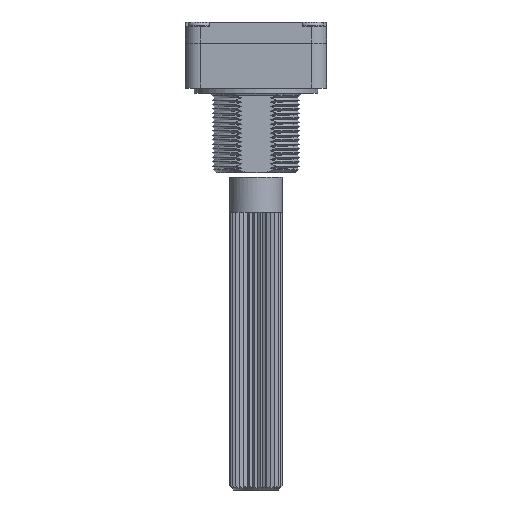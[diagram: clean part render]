
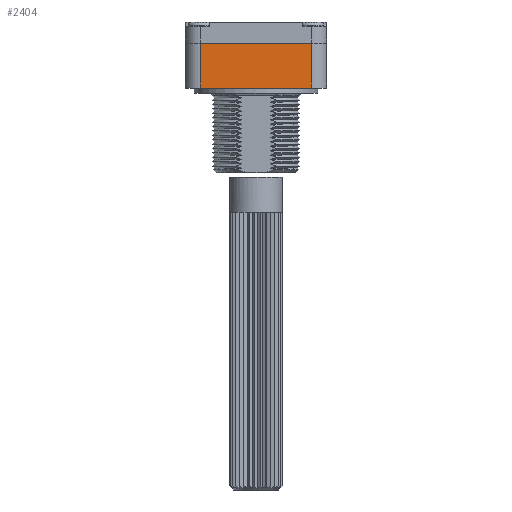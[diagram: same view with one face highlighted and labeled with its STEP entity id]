
A CAD part, front view. The second image highlights one B-rep face of the part: STEP entity #2404.
In plain terms, the highlighted planar face has unit normal (0, -1, 0).
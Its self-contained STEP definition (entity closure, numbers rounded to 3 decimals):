
#754 = DIRECTION ( 'NONE',  ( 0., 1., 0. ) ) ;
#2375 = EDGE_CURVE ( 'NONE', #2440, #15916, #4251, .T. ) ;
#2404 = ADVANCED_FACE ( 'NONE', ( #23226 ), #11971, .F. ) ;
#2440 = VERTEX_POINT ( 'NONE', #21760 ) ;
#3082 = DIRECTION ( 'NONE',  ( 0., 0., 1. ) ) ;
#3487 = EDGE_LOOP ( 'NONE', ( #14157, #9554, #20899, #17500 ) ) ;
#4251 = LINE ( 'NONE', #11258, #10295 ) ;
#4601 = VECTOR ( 'NONE', #11159, 1000. ) ;
#7868 = DIRECTION ( 'NONE',  ( 0., 0., 1. ) ) ;
#7928 = VERTEX_POINT ( 'NONE', #16133 ) ;
#8024 = VECTOR ( 'NONE', #3082, 1000. ) ;
#8870 = CARTESIAN_POINT ( 'NONE',  ( 6.3, -8., -5.1 ) ) ;
#9476 = CARTESIAN_POINT ( 'NONE',  ( -6.3, -8., -5.1 ) ) ;
#9554 = ORIENTED_EDGE ( 'NONE', *, *, #15685, .F. ) ;
#9836 = LINE ( 'NONE', #9476, #8024 ) ;
#10295 = VECTOR ( 'NONE', #7868, 1000. ) ;
#11159 = DIRECTION ( 'NONE',  ( -1., 0., 0. ) ) ;
#11258 = CARTESIAN_POINT ( 'NONE',  ( 6.3, -8., -5.1 ) ) ;
#11293 = AXIS2_PLACEMENT_3D ( 'NONE', #19374, #754, #12217 ) ;
#11971 = PLANE ( 'NONE',  #11293 ) ;
#12217 = DIRECTION ( 'NONE',  ( -1., 0., 0. ) ) ;
#14157 = ORIENTED_EDGE ( 'NONE', *, *, #20141, .T. ) ;
#14748 = LINE ( 'NONE', #22289, #15830 ) ;
#14811 = CARTESIAN_POINT ( 'NONE',  ( 6.3, -8., 0. ) ) ;
#15685 = EDGE_CURVE ( 'NONE', #15953, #7928, #9836, .T. ) ;
#15830 = VECTOR ( 'NONE', #18196, 1000. ) ;
#15916 = VERTEX_POINT ( 'NONE', #14811 ) ;
#15953 = VERTEX_POINT ( 'NONE', #16761 ) ;
#16133 = CARTESIAN_POINT ( 'NONE',  ( -6.3, -8., 0. ) ) ;
#16436 = EDGE_CURVE ( 'NONE', #2440, #15953, #23773, .T. ) ;
#16761 = CARTESIAN_POINT ( 'NONE',  ( -6.3, -8., -5.1 ) ) ;
#17500 = ORIENTED_EDGE ( 'NONE', *, *, #2375, .T. ) ;
#18196 = DIRECTION ( 'NONE',  ( -1., 0., 0. ) ) ;
#19374 = CARTESIAN_POINT ( 'NONE',  ( 6.3, -8., -5.1 ) ) ;
#20141 = EDGE_CURVE ( 'NONE', #15916, #7928, #14748, .T. ) ;
#20899 = ORIENTED_EDGE ( 'NONE', *, *, #16436, .F. ) ;
#21760 = CARTESIAN_POINT ( 'NONE',  ( 6.3, -8., -5.1 ) ) ;
#22289 = CARTESIAN_POINT ( 'NONE',  ( 6.3, -8., 0. ) ) ;
#23226 = FACE_OUTER_BOUND ( 'NONE', #3487, .T. ) ;
#23773 = LINE ( 'NONE', #8870, #4601 ) ;
